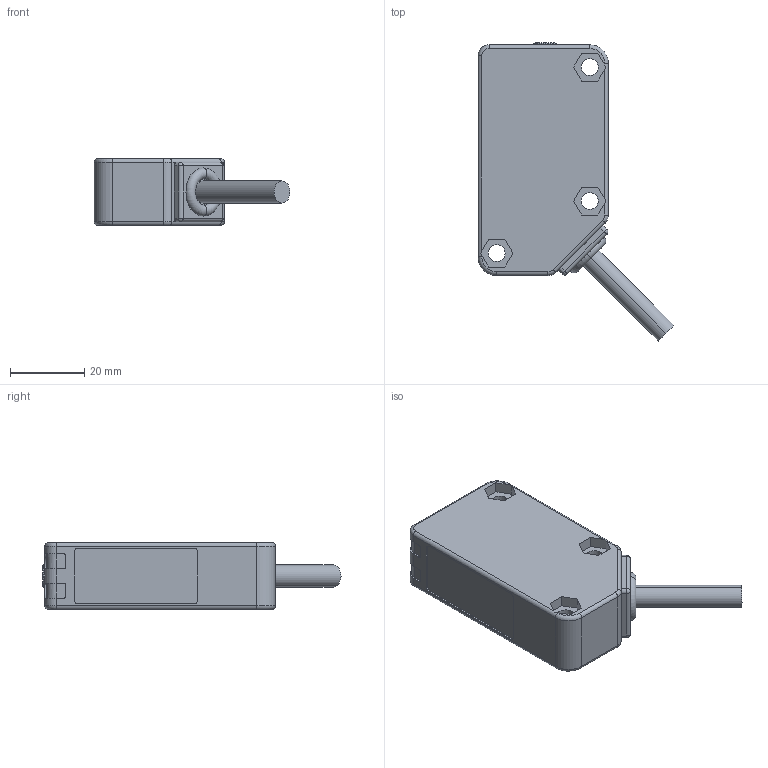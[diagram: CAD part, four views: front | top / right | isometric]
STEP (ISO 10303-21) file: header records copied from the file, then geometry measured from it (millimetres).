
FILE_DESCRIPTION((''),'2;1');
FILE_NAME('DUMMY-CABLE-POTI','2007-01-08T',('Pepperl+Fuchs'),('Industriehansa'),'PRO/ENGINEER BY PARAMETRIC TECHNOLOGY CORPORATION, 2005290','PRO/ENGINEER BY PARAMETRIC TECHNOLOGY CORPORATION, 2005290','');
FILE_SCHEMA(('AUTOMOTIVE_DESIGN_CC2 { 1 2 10303 214 -1 1 5 2 }'));
Length unit declared in the file: millimetre
Products named in the file (1): DUMMY-CABLE-POTI
Bounding box: 52.6 x 80.1 x 18 mm (x, y, z)
Volume: 36602.1 mm3; surface area: 8929.4 mm2
Topology: 1 solids, 1 shells, 157 faces, 449 edges, 307 vertices
Faces by surface type: plane 88, cylinder 41, torus 14, extrusion 8, sphere 4, bspline 2
Entity records: 6936 total; most frequent: CARTESIAN_POINT 1178, DIRECTION 823, ORIENTED_EDGE 816, PRESENTATION_STYLE_ASSIGNMENT 482, STYLED_ITEM 461, CURVE_STYLE 455, EDGE_CURVE 408, VECTOR 303
